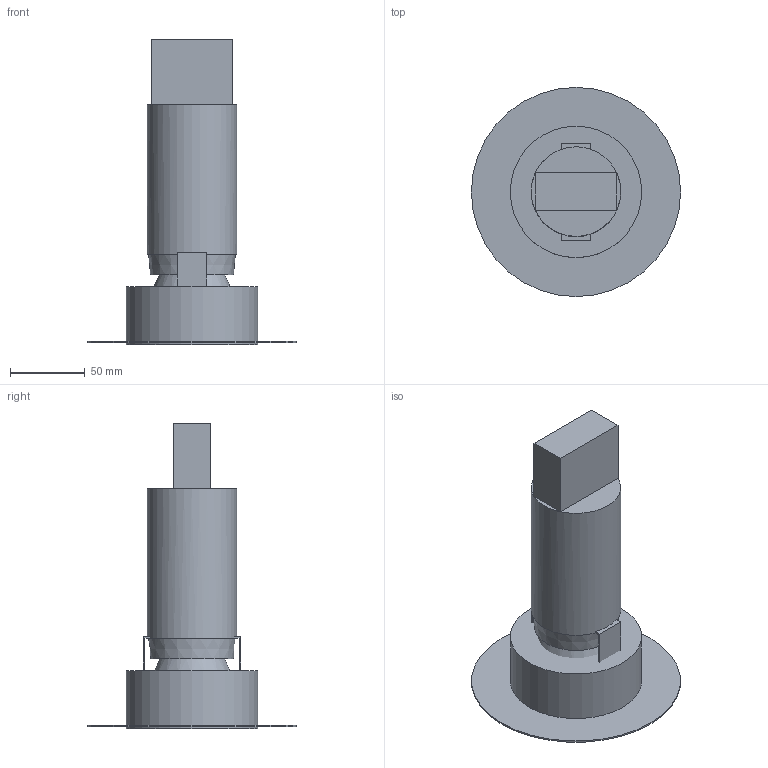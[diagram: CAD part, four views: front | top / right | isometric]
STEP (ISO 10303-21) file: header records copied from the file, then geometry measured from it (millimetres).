
FILE_DESCRIPTION(/* description */ (''),/* implementation_level */ '2;1');
FILE_NAME(/* name */ 'Lamp_Architectural_Ceiling_Rec_Trimless_Hoy_BM82_3D_STP.stp',/* time_stamp */ '2023-05-29T15:10:35-04:00',/* author */ (''),/* organization */ (''),/* preprocessor_version */ 'ST-DEVELOPER v18.102',/* originating_system */ 'SIEMENS PLM Software NX 2027',/* authorisation */ '');
FILE_SCHEMA (('AUTOMOTIVE_DESIGN { 1 0 10303 214 3 1 1 1 }'));
Length unit declared in the file: millimetre
Products named in the file (1): Hoy spot recessed trimless_objects
Bounding box: 140 x 140 x 204.3 mm (x, y, z)
Volume: 517928.6 mm3; surface area: 105733.9 mm2
Topology: 3 solids, 3 shells, 36 faces, 79 edges, 52 vertices
Faces by surface type: plane 27, cylinder 7, cone 2
Full cylindrical faces by diameter (mm): 60 x1, 63 x1, 84 x1, 84.5 x1, 88 x2, 140 x1
Entity records: 990 total; most frequent: CARTESIAN_POINT 172, DIRECTION 162, ORIENTED_EDGE 136, EDGE_CURVE 68, AXIS2_PLACEMENT_3D 58, EDGE_LOOP 52, VERTEX_POINT 50, LINE 46
